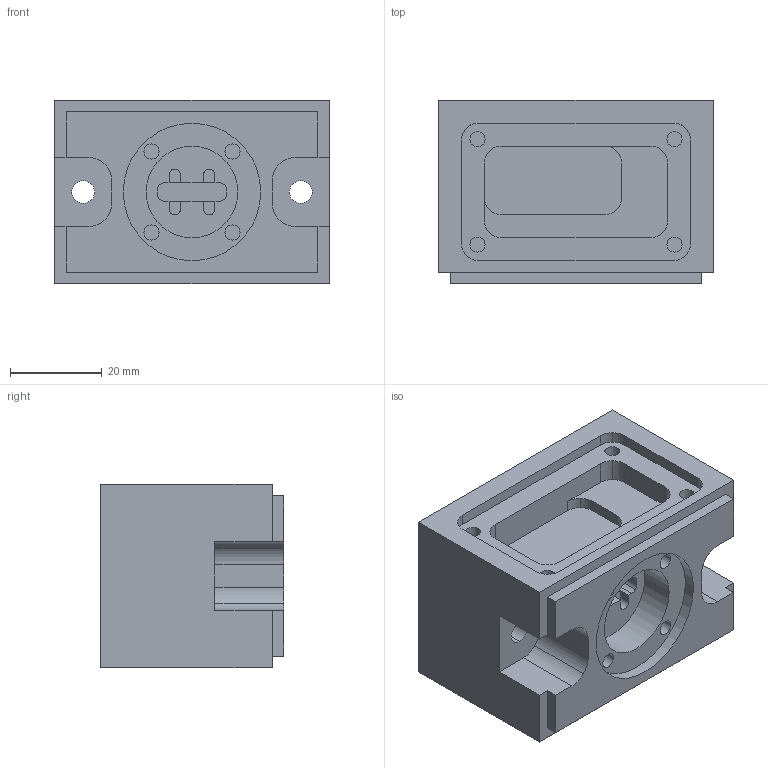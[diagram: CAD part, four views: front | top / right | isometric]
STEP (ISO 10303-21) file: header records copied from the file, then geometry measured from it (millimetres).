
FILE_DESCRIPTION(('produced by SPATIAL CORP'),'2;1');
FILE_NAME( 'thepart.hh.sat.stp','2002-04-19T11:06:53+00:00',('SPATIAL CORP'),('SPATIAL CORP'), 'ACIS STEP Husk','http://www.spatial.com','SPATIAL CORP');
FILE_SCHEMA(('CONFIG_CONTROL_DESIGN'));
Length unit declared in the file: millimetre
Products named in the file (1): PRODUCT_ID_1
Bounding box: 60 x 40 x 40 mm (x, y, z)
Volume: 75005.7 mm3; surface area: 16724 mm2
Topology: 1 solids, 1 shells, 132 faces, 351 edges, 234 vertices
Faces by surface type: cylinder 70, plane 62
Entity records: 3619 total; most frequent: ORIENTED_EDGE 702, CARTESIAN_POINT 588, DIRECTION 513, EDGE_CURVE 351, VERTEX_POINT 234, VECTOR 195, LINE 195, AXIS2_PLACEMENT_3D 159
